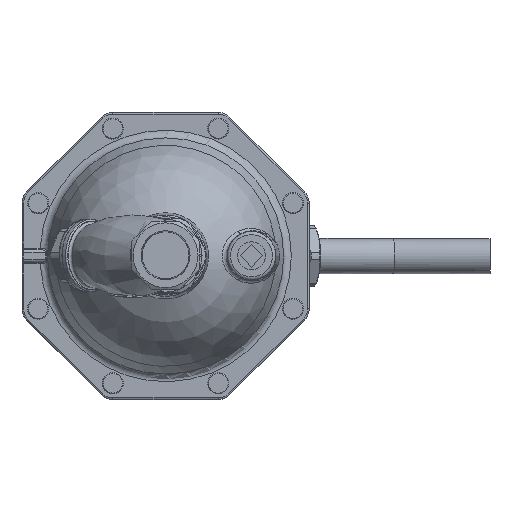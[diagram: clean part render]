
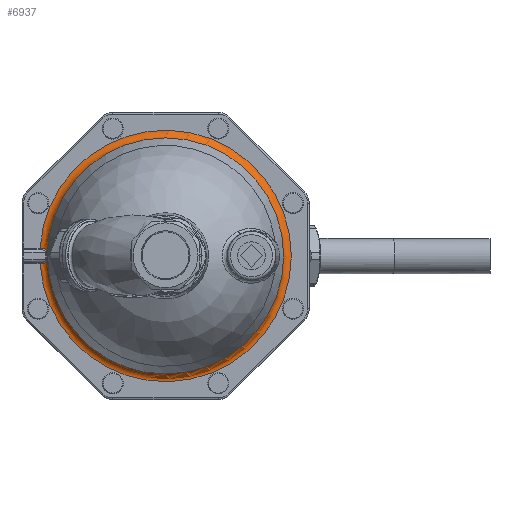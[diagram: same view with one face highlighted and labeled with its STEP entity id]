
A CAD part, top view. The second image highlights one B-rep face of the part: STEP entity #6937.
In plain terms, the highlighted toroidal (fillet/blend) face has major radius 77.501 mm and minor radius 5 mm.
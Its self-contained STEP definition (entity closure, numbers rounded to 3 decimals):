
#70=TOROIDAL_SURFACE('',#7488,77.501,5.);
#171=B_SPLINE_CURVE_WITH_KNOTS('',3,(#11423,#11424,#11425,#11426,#11427,
#11428,#11429,#11430),.UNSPECIFIED.,.F.,.F.,(4,1,1,1,1,4),(0.,0.101,
0.161,0.322,0.484,0.564),
 .UNSPECIFIED.);
#172=B_SPLINE_CURVE_WITH_KNOTS('',3,(#11434,#11435,#11436,#11437,#11438,
#11439,#11440,#11441),.UNSPECIFIED.,.F.,.F.,(4,1,1,1,1,4),(0.,0.081,
0.161,0.322,0.484,0.564),
 .UNSPECIFIED.);
#1068=FACE_BOUND('',#1907,.T.);
#1427=FACE_OUTER_BOUND('',#1906,.T.);
#1906=EDGE_LOOP('',(#4844));
#1907=EDGE_LOOP('',(#4845,#4846,#4847,#4848));
#2379=CIRCLE('',#7392,72.803);
#2441=CIRCLE('',#7489,77.501);
#2442=CIRCLE('',#7490,73.171);
#2825=VERTEX_POINT('',#10512);
#2914=VERTEX_POINT('',#11421);
#2915=VERTEX_POINT('',#11422);
#2916=VERTEX_POINT('',#11431);
#2917=VERTEX_POINT('',#11433);
#3512=EDGE_CURVE('',#2825,#2825,#2379,.T.);
#3645=EDGE_CURVE('',#2914,#2915,#171,.T.);
#3646=EDGE_CURVE('',#2914,#2916,#2441,.T.);
#3647=EDGE_CURVE('',#2917,#2916,#172,.T.);
#3648=EDGE_CURVE('',#2915,#2917,#2442,.T.);
#4844=ORIENTED_EDGE('',*,*,#3512,.T.);
#4845=ORIENTED_EDGE('',*,*,#3645,.F.);
#4846=ORIENTED_EDGE('',*,*,#3646,.T.);
#4847=ORIENTED_EDGE('',*,*,#3647,.F.);
#4848=ORIENTED_EDGE('',*,*,#3648,.F.);
#6937=ADVANCED_FACE('',(#1427,#1068),#70,.F.);
#7392=AXIS2_PLACEMENT_3D('',#10513,#8377,#8378);
#7488=AXIS2_PLACEMENT_3D('',#11420,#8613,#8614);
#7489=AXIS2_PLACEMENT_3D('',#11432,#8615,#8616);
#7490=AXIS2_PLACEMENT_3D('',#11442,#8617,#8618);
#8377=DIRECTION('center_axis',(0.,0.,-1.));
#8378=DIRECTION('ref_axis',(1.,0.,0.));
#8613=DIRECTION('center_axis',(0.,0.,-1.));
#8614=DIRECTION('ref_axis',(-1.,0.,0.));
#8615=DIRECTION('center_axis',(0.,0.,1.));
#8616=DIRECTION('ref_axis',(1.,0.,0.));
#8617=DIRECTION('center_axis',(0.,0.,-1.));
#8618=DIRECTION('ref_axis',(-1.,0.,0.));
#10512=CARTESIAN_POINT('',(-72.803,0.,18.29));
#10513=CARTESIAN_POINT('Origin',(0.,0.,18.29));
#11420=CARTESIAN_POINT('Origin',(0.,0.,20.));
#11421=CARTESIAN_POINT('',(-77.35,-4.828,15.));
#11422=CARTESIAN_POINT('',(-73.144,-1.977,17.5));
#11423=CARTESIAN_POINT('Ctrl Pts',(-77.35,-4.828,
15.));
#11424=CARTESIAN_POINT('Ctrl Pts',(-76.931,-4.823,15.));
#11425=CARTESIAN_POINT('Ctrl Pts',(-76.259,-4.792,
15.091));
#11426=CARTESIAN_POINT('Ctrl Pts',(-74.994,-4.631,
15.511));
#11427=CARTESIAN_POINT('Ctrl Pts',(-73.713,-4.187,
16.459));
#11428=CARTESIAN_POINT('Ctrl Pts',(-73.181,-3.043,
17.378));
#11429=CARTESIAN_POINT('Ctrl Pts',(-73.137,-2.242,
17.5));
#11430=CARTESIAN_POINT('Ctrl Pts',(-73.144,-1.977,
17.5));
#11431=CARTESIAN_POINT('',(-77.35,4.828,15.));
#11432=CARTESIAN_POINT('Origin',(0.,0.,15.));
#11433=CARTESIAN_POINT('',(-73.144,1.977,17.5));
#11434=CARTESIAN_POINT('Ctrl Pts',(-73.144,1.977,17.5));
#11435=CARTESIAN_POINT('Ctrl Pts',(-73.137,2.242,17.5));
#11436=CARTESIAN_POINT('Ctrl Pts',(-73.174,2.77,17.409));
#11437=CARTESIAN_POINT('Ctrl Pts',(-73.458,3.753,16.885));
#11438=CARTESIAN_POINT('Ctrl Pts',(-74.429,4.559,15.787));
#11439=CARTESIAN_POINT('Ctrl Pts',(-76.015,4.777,15.096));
#11440=CARTESIAN_POINT('Ctrl Pts',(-77.015,4.824,15.));
#11441=CARTESIAN_POINT('Ctrl Pts',(-77.35,4.828,15.));
#11442=CARTESIAN_POINT('Origin',(0.,0.,17.5));
